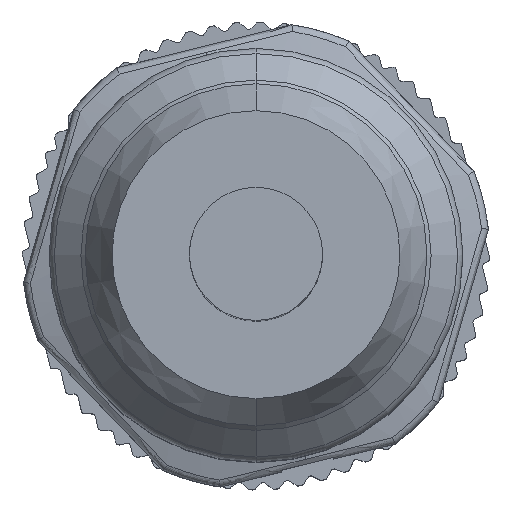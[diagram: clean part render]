
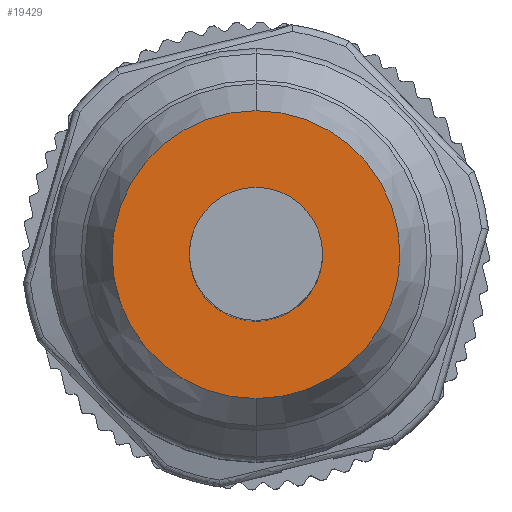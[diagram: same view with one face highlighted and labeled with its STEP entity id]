
A CAD part, top view. The second image highlights one B-rep face of the part: STEP entity #19429.
In plain terms, the highlighted planar face has unit normal (0, 0, 1).
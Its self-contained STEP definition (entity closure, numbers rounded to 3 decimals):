
#19326=AXIS2_PLACEMENT_3D('Circle Axis2P3D',#19324,#19325,$) ;
#19350=AXIS2_PLACEMENT_3D('Circle Axis2P3D',#19348,#19349,$) ;
#19363=AXIS2_PLACEMENT_3D('Plane Axis2P3D',#19360,#19361,#19362) ;
#19321=CARTESIAN_POINT('Vertex',(13.,5.,53.3)) ;
#19324=CARTESIAN_POINT('Axis2P3D Location',(13.,13.,53.3)) ;
#19328=CARTESIAN_POINT('Vertex',(13.,21.,53.3)) ;
#19348=CARTESIAN_POINT('Axis2P3D Location',(13.,13.,53.3)) ;
#19360=CARTESIAN_POINT('Axis2P3D Location',(13.,13.,53.3)) ;
#19370=CARTESIAN_POINT('Control Point',(13.,16.7,53.3)) ;
#19371=CARTESIAN_POINT('Control Point',(13.377,16.7,53.3)) ;
#19372=CARTESIAN_POINT('Control Point',(13.754,16.652,53.3)) ;
#19373=CARTESIAN_POINT('Control Point',(14.123,16.556,53.3)) ;
#19374=CARTESIAN_POINT('Control Point',(14.828,16.272,53.3)) ;
#19375=CARTESIAN_POINT('Control Point',(15.439,15.821,53.3)) ;
#19376=CARTESIAN_POINT('Control Point',(15.714,15.557,53.3)) ;
#19377=CARTESIAN_POINT('Control Point',(16.191,14.966,53.3)) ;
#19378=CARTESIAN_POINT('Control Point',(16.505,14.273,53.3)) ;
#19379=CARTESIAN_POINT('Control Point',(16.617,13.909,53.3)) ;
#19380=CARTESIAN_POINT('Control Point',(16.745,13.16,53.3)) ;
#19381=CARTESIAN_POINT('Control Point',(16.681,12.403,53.3)) ;
#19382=CARTESIAN_POINT('Control Point',(16.601,12.03,53.3)) ;
#19383=CARTESIAN_POINT('Control Point',(16.347,11.314,53.3)) ;
#19384=CARTESIAN_POINT('Control Point',(15.922,10.684,53.3)) ;
#19385=CARTESIAN_POINT('Control Point',(15.671,10.397,53.3)) ;
#19386=CARTESIAN_POINT('Control Point',(15.1,9.896,53.3)) ;
#19387=CARTESIAN_POINT('Control Point',(14.422,9.553,53.3)) ;
#19388=CARTESIAN_POINT('Control Point',(14.062,9.426,53.3)) ;
#19389=CARTESIAN_POINT('Control Point',(13.629,9.332,53.3)) ;
#19390=CARTESIAN_POINT('Control Point',(13.189,9.304,53.3)) ;
#19391=CARTESIAN_POINT('Control Point',(13.126,9.301,53.3)) ;
#19392=CARTESIAN_POINT('Control Point',(13.063,9.3,53.3)) ;
#19393=CARTESIAN_POINT('Control Point',(13.,9.3,53.3)) ;
#19394=CARTESIAN_POINT('Vertex',(13.,16.7,53.3)) ;
#19396=CARTESIAN_POINT('Vertex',(13.,9.3,53.3)) ;
#19400=CARTESIAN_POINT('Control Point',(13.,9.3,53.3)) ;
#19401=CARTESIAN_POINT('Control Point',(12.623,9.3,53.3)) ;
#19402=CARTESIAN_POINT('Control Point',(12.246,9.348,53.3)) ;
#19403=CARTESIAN_POINT('Control Point',(11.877,9.444,53.3)) ;
#19404=CARTESIAN_POINT('Control Point',(11.172,9.728,53.3)) ;
#19405=CARTESIAN_POINT('Control Point',(10.561,10.179,53.3)) ;
#19406=CARTESIAN_POINT('Control Point',(10.286,10.443,53.3)) ;
#19407=CARTESIAN_POINT('Control Point',(9.809,11.034,53.3)) ;
#19408=CARTESIAN_POINT('Control Point',(9.495,11.727,53.3)) ;
#19409=CARTESIAN_POINT('Control Point',(9.383,12.091,53.3)) ;
#19410=CARTESIAN_POINT('Control Point',(9.255,12.84,53.3)) ;
#19411=CARTESIAN_POINT('Control Point',(9.319,13.597,53.3)) ;
#19412=CARTESIAN_POINT('Control Point',(9.399,13.97,53.3)) ;
#19413=CARTESIAN_POINT('Control Point',(9.653,14.686,53.3)) ;
#19414=CARTESIAN_POINT('Control Point',(10.078,15.316,53.3)) ;
#19415=CARTESIAN_POINT('Control Point',(10.329,15.603,53.3)) ;
#19416=CARTESIAN_POINT('Control Point',(10.9,16.104,53.3)) ;
#19417=CARTESIAN_POINT('Control Point',(11.578,16.447,53.3)) ;
#19418=CARTESIAN_POINT('Control Point',(11.938,16.574,53.3)) ;
#19419=CARTESIAN_POINT('Control Point',(12.371,16.668,53.3)) ;
#19420=CARTESIAN_POINT('Control Point',(12.811,16.696,53.3)) ;
#19421=CARTESIAN_POINT('Control Point',(12.874,16.699,53.3)) ;
#19422=CARTESIAN_POINT('Control Point',(12.937,16.7,53.3)) ;
#19423=CARTESIAN_POINT('Control Point',(13.,16.7,53.3)) ;
#19325=DIRECTION('Axis2P3D Direction',(-0.,0.,-1.)) ;
#19349=DIRECTION('Axis2P3D Direction',(-0.,0.,-1.)) ;
#19361=DIRECTION('Axis2P3D Direction',(0.,-0.,1.)) ;
#19362=DIRECTION('Axis2P3D XDirection',(0.,1.,0.)) ;
#19366=ORIENTED_EDGE('',*,*,#19330,.T.) ;
#19367=ORIENTED_EDGE('',*,*,#19352,.T.) ;
#19426=ORIENTED_EDGE('',*,*,#19398,.T.) ;
#19427=ORIENTED_EDGE('',*,*,#19424,.T.) ;
#19428=FACE_BOUND('',#19425,.T.) ;
#19429=ADVANCED_FACE('Hauptkoerper',(#19368,#19428),#19364,.T.) ;
#19369=B_SPLINE_CURVE_WITH_KNOTS('',5,(#19370,#19371,#19372,#19373,#19374,#19375,#19376,#19377,#19378,#19379,#19380,#19381,#19382,#19383,#19384,#19385,#19386,#19387,#19388,#19389,#19390,#19391,#19392,#19393),.UNSPECIFIED.,.F.,.U.,(6,3,3,3,3,3,3,6),(0.,2.665,5.331,7.996,10.661,13.327,15.992,16.438),.UNSPECIFIED.) ;
#19399=B_SPLINE_CURVE_WITH_KNOTS('',5,(#19400,#19401,#19402,#19403,#19404,#19405,#19406,#19407,#19408,#19409,#19410,#19411,#19412,#19413,#19414,#19415,#19416,#19417,#19418,#19419,#19420,#19421,#19422,#19423),.UNSPECIFIED.,.F.,.U.,(6,3,3,3,3,3,3,6),(0.,2.665,5.331,7.996,10.661,13.327,15.992,16.438),.UNSPECIFIED.) ;
#19327=CIRCLE('generated circle',#19326,8.) ;
#19351=CIRCLE('generated circle',#19350,8.) ;
#19330=EDGE_CURVE('',#19329,#19322,#19327,.F.) ;
#19352=EDGE_CURVE('',#19322,#19329,#19351,.F.) ;
#19398=EDGE_CURVE('',#19395,#19397,#19369,.T.) ;
#19424=EDGE_CURVE('',#19397,#19395,#19399,.T.) ;
#19365=EDGE_LOOP('',(#19366,#19367)) ;
#19425=EDGE_LOOP('',(#19426,#19427)) ;
#19368=FACE_OUTER_BOUND('',#19365,.T.) ;
#19364=PLANE('',#19363) ;
#19322=VERTEX_POINT('',#19321) ;
#19329=VERTEX_POINT('',#19328) ;
#19395=VERTEX_POINT('',#19394) ;
#19397=VERTEX_POINT('',#19396) ;
